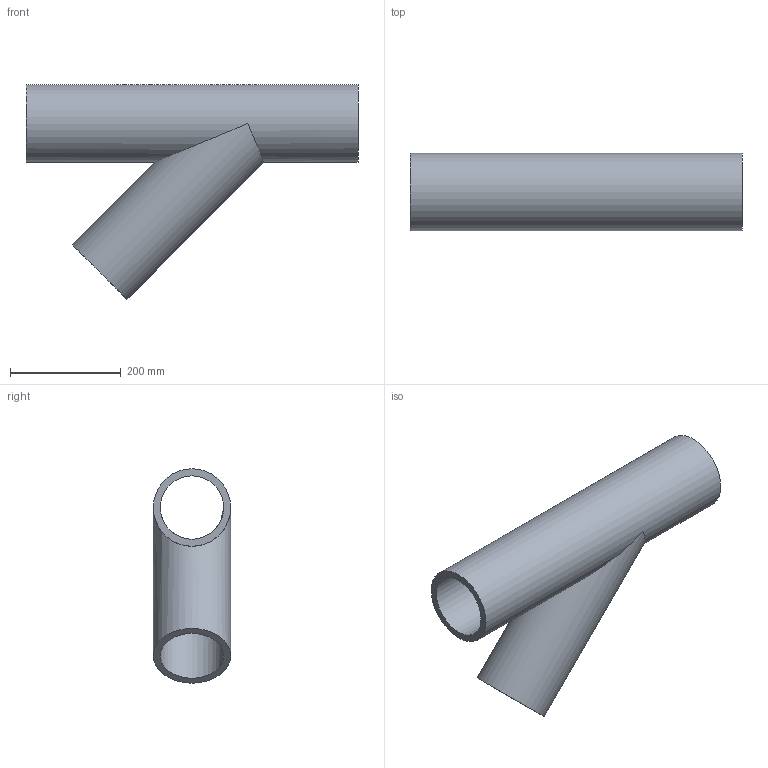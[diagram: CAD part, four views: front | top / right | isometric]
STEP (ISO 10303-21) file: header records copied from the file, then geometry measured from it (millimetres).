
FILE_DESCRIPTION(/* description */ ('PE100 Segment Wye, Ø140, SDR11 PN6 (Factor 0,5)'),/* implementation_level */ '2;1');
FILE_NAME(/* name */ 'S-YDE11-140',/* time_stamp */ '2022-10-10T17:27:08+02:00',/* author */ ('COAB Solutions'),/* organization */ ('GPA Flowsystem'),/* preprocessor_version */ 'ST-DEVELOPER v18.1',/* originating_system */ 'www.coabsolutions.com',/* authorisation */ '');
FILE_SCHEMA (('AUTOMOTIVE_DESIGN { 1 0 10303 214 3 1 1 }'));
Length unit declared in the file: millimetre
Products named in the file (1): S-YDE11-140
Bounding box: 600 x 140 x 387.49 mm (x, y, z)
Volume: 4388316.9 mm3; surface area: 705702.4 mm2
Topology: 1 solids, 1 shells, 7 faces, 20 edges, 14 vertices
Faces by surface type: cylinder 4, plane 3
Full cylindrical faces by diameter (mm): 114.6 x2, 140 x2
Entity records: 293 total; most frequent: DIRECTION 50, CARTESIAN_POINT 42, ORIENTED_EDGE 40, AXIS2_PLACEMENT_3D 22, EDGE_CURVE 20, VERTEX_POINT 14, EDGE_LOOP 10, ELLIPSE 8
